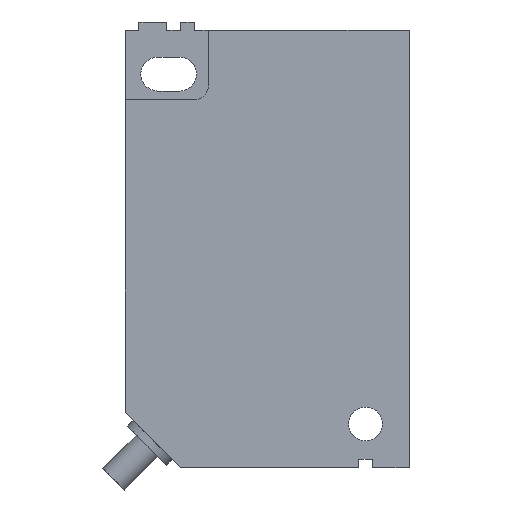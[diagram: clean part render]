
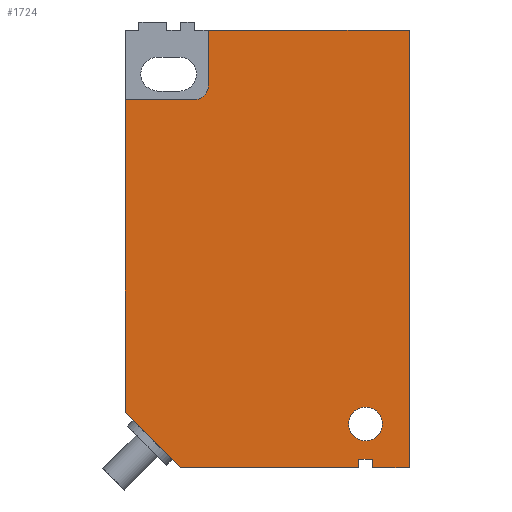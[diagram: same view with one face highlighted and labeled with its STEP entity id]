
A CAD part, front view. The second image highlights one B-rep face of the part: STEP entity #1724.
In plain terms, the highlighted planar face has unit normal (0, -1, 0).
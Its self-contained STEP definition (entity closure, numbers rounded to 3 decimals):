
#1272=CARTESIAN_POINT('POINT81',(-6.65,-12.,33.65));
#1273=VERTEX_POINT('VERTEX81',#1272);
#1280=CARTESIAN_POINT('POINT82',(-5.38,-12.,
   34.92));
#1281=VERTEX_POINT('VERTEX82',#1280);
#1282=CARTESIAN_POINT('POS134',(-6.65,-12.,
   34.92));
#1283=DIRECTION('DIR198',(0.,1.,
   0.));
#1284=DIRECTION('DIR199',(0.,0.,
   -1.));
#1285=AXIS2_PLACEMENT_3D('AXIS65',#1282,#1283,#1284);
#1286=CIRCLE('ELLIPSE29',#1285,1.27);
#1287=EDGE_CURVE('EDGE124',#1281,#1273,#1286,.T.);
#1305=CARTESIAN_POINT('POINT83',(-5.38,-12.,40.));
#1306=VERTEX_POINT('VERTEX83',#1305);
#1307=CARTESIAN_POINT('POS137',(-5.38,-12.,27.46
   ));
#1308=DIRECTION('DIR203',(0.,0.,
   -1.));
#1309=VECTOR('VEC71',#1308,25.4);
#1310=LINE('STRAIGHT71',#1307,#1309);
#1311=EDGE_CURVE('EDGE126',#1306,#1281,#1310,.T.);
#1327=CARTESIAN_POINT('POINT84',(9.635,-12.,0.));
#1328=VERTEX_POINT('VERTEX84',#1327);
#1345=CARTESIAN_POINT('POINT87',(13.,-12.,
   0.));
#1346=VERTEX_POINT('VERTEX87',#1345);
#1353=CARTESIAN_POINT('POS143',(-13.,-12.,
   0.));
#1354=DIRECTION('DIR210',(-1.,0.,0.));
#1355=VECTOR('VEC76',#1354,25.4);
#1356=LINE('STRAIGHT76',#1353,#1355);
#1357=EDGE_CURVE('EDGE131',#1346,#1328,#1356,.T.);
#1371=CARTESIAN_POINT('POINT88',(13.,-12.,40.));
#1372=VERTEX_POINT('VERTEX88',#1371);
#1373=CARTESIAN_POINT('POS145',(13.,-12.,0.
   ));
#1374=DIRECTION('DIR213',(0.,0.,
   -1.));
#1375=VECTOR('VEC77',#1374,25.4);
#1376=LINE('STRAIGHT77',#1373,#1375);
#1377=EDGE_CURVE('EDGE132',#1372,#1346,#1376,.T.);
#1405=CARTESIAN_POINT('POS149',(13.,-12.,40.));
#1406=DIRECTION('DIR218',(1.,0.,
   0.));
#1407=VECTOR('VEC80',#1406,25.4);
#1408=LINE('STRAIGHT80',#1405,#1407);
#1409=EDGE_CURVE('EDGE135',#1306,#1372,#1408,.T.);
#1479=CARTESIAN_POINT('POINT93',(-13.,-12.,33.65));
#1480=VERTEX_POINT('VERTEX93',#1479);
#1481=CARTESIAN_POINT('POS158',(-6.5,-12.,33.65));
#1482=DIRECTION('DIR230',(-1.,0.,0.));
#1483=VECTOR('VEC86',#1482,25.4);
#1484=LINE('STRAIGHT86',#1481,#1483);
#1485=EDGE_CURVE('EDGE142',#1273,#1480,#1484,.T.);
#1523=CARTESIAN_POINT('POINT96',(-13.,-12.,5.08));
#1524=VERTEX_POINT('VERTEX96',#1523);
#1531=CARTESIAN_POINT('POS164',(-13.,-12.,40.));
#1532=DIRECTION('DIR237',(0.,0.,
   1.));
#1533=VECTOR('VEC91',#1532,25.4);
#1534=LINE('STRAIGHT91',#1531,#1533);
#1535=EDGE_CURVE('EDGE147',#1524,#1480,#1534,.T.);
#1566=CARTESIAN_POINT('POINT98',(-7.92,-12.,0.));
#1567=VERTEX_POINT('VERTEX98',#1566);
#1574=CARTESIAN_POINT('POS168',(-13.061,-12.,
   5.141));
#1575=DIRECTION('DIR242',(0.707,0.,
   -0.707));
#1576=VECTOR('VEC94',#1575,25.4);
#1577=LINE('STRAIGHT94',#1574,#1576);
#1578=EDGE_CURVE('EDGE150',#1524,#1567,#1577,.T.);
#1590=CARTESIAN_POINT('POINT100',(8.365,-12.,0.));
#1591=VERTEX_POINT('VERTEX100',#1590);
#1598=EDGE_CURVE('EDGE152',#1591,#1567,#1356,.T.);
#1614=CARTESIAN_POINT('POINT102',(8.365,-12.,0.762));
#1615=VERTEX_POINT('VERTEX102',#1614);
#1622=CARTESIAN_POINT('POS173',(8.365,-12.,10.191));
#1623=DIRECTION('DIR248',(0.,0.,1.));
#1624=VECTOR('VEC98',#1623,25.4);
#1625=LINE('STRAIGHT98',#1622,#1624);
#1626=EDGE_CURVE('EDGE156',#1591,#1615,#1625,.T.);
#1637=CARTESIAN_POINT('POINT103',(9.635,-12.,0.762));
#1638=VERTEX_POINT('VERTEX103',#1637);
#1647=CARTESIAN_POINT('POS176',(4.5,-12.,0.762
   ));
#1648=DIRECTION('DIR252',(1.,0.,0.));
#1649=VECTOR('VEC100',#1648,25.4);
#1650=LINE('STRAIGHT100',#1647,#1649);
#1651=EDGE_CURVE('EDGE158',#1615,#1638,#1650,.T.);
#1668=CARTESIAN_POINT('POS179',(9.635,-12.,10.191));
#1669=DIRECTION('DIR256',(0.,0.,-1.));
#1670=VECTOR('VEC102',#1669,25.4);
#1671=LINE('STRAIGHT102',#1668,#1670);
#1672=EDGE_CURVE('EDGE160',#1638,#1328,#1671,.T.);
#1690=ORIENTED_EDGE('COEDGE299',*,*,#1672,.T.);
#1691=ORIENTED_EDGE('COEDGE300',*,*,#1357,.F.);
#1692=ORIENTED_EDGE('COEDGE301',*,*,#1377,.F.);
#1693=ORIENTED_EDGE('COEDGE302',*,*,#1409,.F.);
#1694=ORIENTED_EDGE('COEDGE303',*,*,#1311,.T.);
#1695=ORIENTED_EDGE('COEDGE304',*,*,#1287,.T.);
#1696=ORIENTED_EDGE('COEDGE305',*,*,#1485,.T.);
#1697=ORIENTED_EDGE('COEDGE306',*,*,#1535,.F.);
#1698=ORIENTED_EDGE('COEDGE307',*,*,#1578,.T.);
#1699=ORIENTED_EDGE('COEDGE308',*,*,#1598,.F.);
#1700=ORIENTED_EDGE('COEDGE309',*,*,#1626,.T.);
#1701=ORIENTED_EDGE('COEDGE310',*,*,#1651,.T.);
#1702=EDGE_LOOP('NONE',(#1690,#1691,#1692,#1693,#1694,#1695,#1696,#1697,
   #1698,#1699,#1700,#1701));
#1703=FACE_BOUND('LOOP1',#1702,.T.);
#1704=CARTESIAN_POINT('POINT105',(10.55,-12.,
   4.));
#1705=VERTEX_POINT('VERTEX105',#1704);
#1706=CARTESIAN_POINT('POINT106',(7.45,-12.,4.));
#1707=VERTEX_POINT('VERTEX106',#1706);
#1708=CARTESIAN_POINT('POS182',(9.,-12.,4.
   ));
#1709=DIRECTION('DIR260',(0.,1.,0.));
#1710=DIRECTION('DIR261',(1.,0.,0.));
#1711=AXIS2_PLACEMENT_3D('AXIS79',#1708,#1709,#1710);
#1712=CIRCLE('ELLIPSE31',#1711,1.55);
#1713=EDGE_CURVE('EDGE162',#1705,#1707,#1712,.T.);
#1714=ORIENTED_EDGE('COEDGE311',*,*,#1713,.T.);
#1715=EDGE_CURVE('EDGE163',#1707,#1705,#1712,.T.);
#1716=ORIENTED_EDGE('COEDGE312',*,*,#1715,.T.);
#1717=EDGE_LOOP('NONE',(#1714,#1716));
#1718=FACE_BOUND('LOOP1',#1717,.T.);
#1719=CARTESIAN_POINT('POS183',(0.,-12.,20.
   ));
#1720=DIRECTION('DIR262',(0.,-1.,0.));
#1721=DIRECTION('DIR263',(1.,0.,0.));
#1722=AXIS2_PLACEMENT_3D('AXIS80',#1719,#1720,#1721);
#1723=PLANE('PLANE30',#1722);
#1724=ADVANCED_FACE('FACE67',(#1703,#1718),#1723,.T.);
